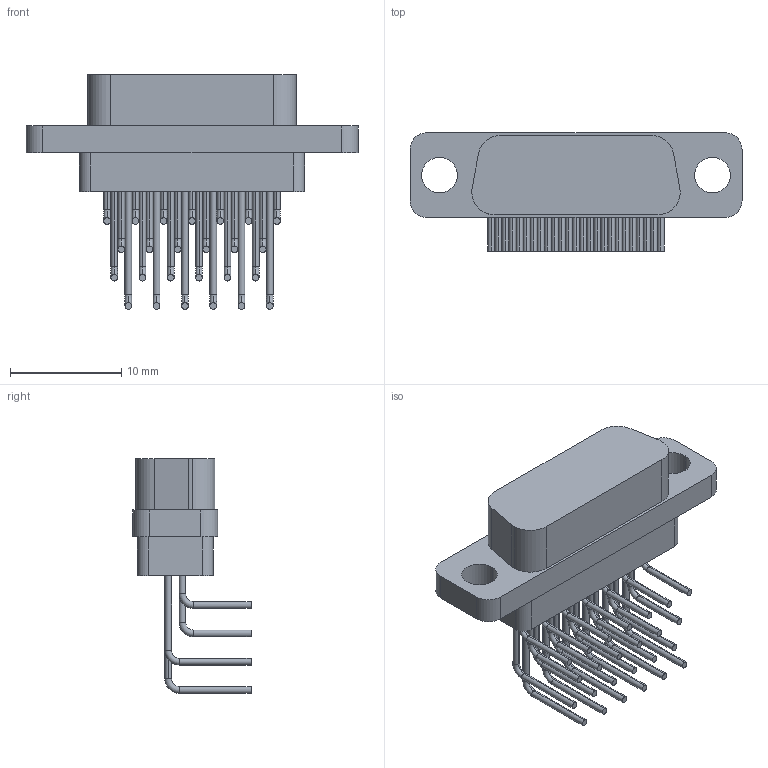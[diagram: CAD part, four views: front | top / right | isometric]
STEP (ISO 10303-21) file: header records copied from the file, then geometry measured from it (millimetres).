
FILE_DESCRIPTION (( 'STEP AP214' ), '1' );
FILE_NAME ('J30J-25ZKW.STEP', '2025-03-27T03:39:13', ( '' ), ( '' ), 'SwSTEP 2.0', 'SolidWorks 2020', '' );
FILE_SCHEMA (( 'AUTOMOTIVE_DESIGN' ));
Length unit declared in the file: millimetre
Products named in the file (1): J30J-25ZKW
Bounding box: 29.8 x 10.6 x 21.06 mm (x, y, z)
Volume: 1645.2 mm3; surface area: 1634.2 mm2
Topology: 1 solids, 1 shells, 208 faces, 449 edges, 270 vertices
Faces by surface type: cylinder 117, torus 50, plane 41
Entity records: 7672 total; most frequent: DIRECTION 1163, CARTESIAN_POINT 928, ORIENTED_EDGE 898, AXIS2_PLACEMENT_3D 505, EDGE_CURVE 449, CIRCLE 296, VERTEX_POINT 270, EDGE_LOOP 239
